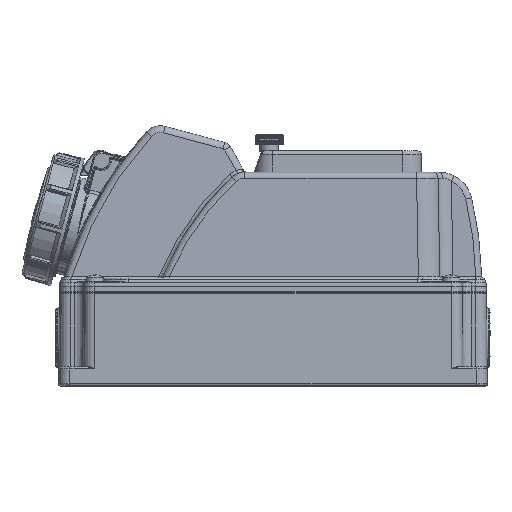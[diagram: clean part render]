
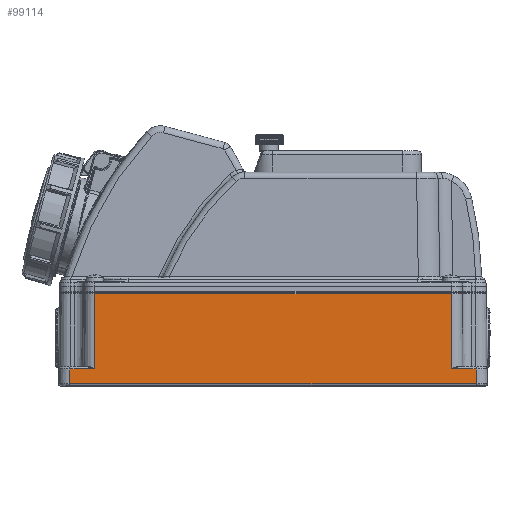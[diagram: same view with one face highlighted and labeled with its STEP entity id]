
A CAD part, top view. The second image highlights one B-rep face of the part: STEP entity #99114.
In plain terms, the highlighted planar face has unit normal (0, 0.009, 1).
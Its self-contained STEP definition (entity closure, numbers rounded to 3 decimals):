
#186 = VERTEX_POINT ( 'NONE', #115723 ) ;
#1441 = DIRECTION ( 'NONE',  ( 0., -1., 0.009 ) ) ;
#4964 = DIRECTION ( 'NONE',  ( -1., 0., 0. ) ) ;
#6920 = VECTOR ( 'NONE', #56486, 1000. ) ;
#9010 = LINE ( 'NONE', #56074, #9148 ) ;
#9148 = VECTOR ( 'NONE', #119724, 1000. ) ;
#10208 = LINE ( 'NONE', #38605, #10318 ) ;
#10318 = VECTOR ( 'NONE', #38153, 1000. ) ;
#15096 = VERTEX_POINT ( 'NONE', #62751 ) ;
#15786 = CARTESIAN_POINT ( 'NONE',  ( 96., -1.43, 65.004 ) ) ;
#17614 = LINE ( 'NONE', #55908, #18261 ) ;
#18261 = VECTOR ( 'NONE', #34715, 1000. ) ;
#19261 = ORIENTED_EDGE ( 'NONE', *, *, #122103, .T. ) ;
#19307 = EDGE_LOOP ( 'NONE', ( #53138, #105327, #107664, #19261, #73918, #19848, #54722, #89295 ) ) ;
#19848 = ORIENTED_EDGE ( 'NONE', *, *, #89077, .T. ) ;
#24522 = VECTOR ( 'NONE', #58213, 1000. ) ;
#27098 = EDGE_CURVE ( 'NONE', #186, #15096, #17614, .T. ) ;
#28508 = VECTOR ( 'NONE', #4964, 1000. ) ;
#28631 = LINE ( 'NONE', #64975, #28508 ) ;
#30015 = AXIS2_PLACEMENT_3D ( 'NONE', #32798, #64591, #1441 ) ;
#32798 = CARTESIAN_POINT ( 'NONE',  ( 96., -0.934, 65. ) ) ;
#34715 = DIRECTION ( 'NONE',  ( 0., 1., -0.009 ) ) ;
#35638 = LINE ( 'NONE', #129868, #6920 ) ;
#38153 = DIRECTION ( 'NONE',  ( 0., -1., 0.009 ) ) ;
#38605 = CARTESIAN_POINT ( 'NONE',  ( -96., -0.934, 65. ) ) ;
#40198 = EDGE_CURVE ( 'NONE', #84732, #120546, #9010, .T. ) ;
#43384 = LINE ( 'NONE', #88323, #66979 ) ;
#49410 = CARTESIAN_POINT ( 'NONE',  ( -109.436, -49.926, 65.428 ) ) ;
#50218 = VERTEX_POINT ( 'NONE', #71742 ) ;
#53138 = ORIENTED_EDGE ( 'NONE', *, *, #40198, .T. ) ;
#54722 = ORIENTED_EDGE ( 'NONE', *, *, #57355, .F. ) ;
#55908 = CARTESIAN_POINT ( 'NONE',  ( 96., -0.934, 65. ) ) ;
#56074 = CARTESIAN_POINT ( 'NONE',  ( 109.436, -0.934, 65. ) ) ;
#56486 = DIRECTION ( 'NONE',  ( -1., 0., 0. ) ) ;
#57265 = CARTESIAN_POINT ( 'NONE',  ( 109.436, -49.926, 65.428 ) ) ;
#57355 = EDGE_CURVE ( 'NONE', #130756, #50218, #58360, .T. ) ;
#58213 = DIRECTION ( 'NONE',  ( -1., 0., 0. ) ) ;
#58247 = CARTESIAN_POINT ( 'NONE',  ( -96., -1.43, 65.004 ) ) ;
#58360 = LINE ( 'NONE', #71189, #59670 ) ;
#59670 = VECTOR ( 'NONE', #133557, 1000. ) ;
#62751 = CARTESIAN_POINT ( 'NONE',  ( 96., -1.43, 65.004 ) ) ;
#63906 = LINE ( 'NONE', #15786, #24522 ) ;
#64591 = DIRECTION ( 'NONE',  ( 0., 0.009, 1. ) ) ;
#64975 = CARTESIAN_POINT ( 'NONE',  ( 96., -41.926, 65.358 ) ) ;
#66617 = VERTEX_POINT ( 'NONE', #58247 ) ;
#66979 = VECTOR ( 'NONE', #77726, 1000. ) ;
#67419 = EDGE_CURVE ( 'NONE', #66617, #107711, #10208, .T. ) ;
#68626 = EDGE_CURVE ( 'NONE', #120546, #186, #28631, .T. ) ;
#71189 = CARTESIAN_POINT ( 'NONE',  ( -109.436, -499000., 4419.699 ) ) ;
#71742 = CARTESIAN_POINT ( 'NONE',  ( -109.436, -41.926, 65.358 ) ) ;
#73918 = ORIENTED_EDGE ( 'NONE', *, *, #67419, .T. ) ;
#77320 = EDGE_CURVE ( 'NONE', #84732, #130756, #43384, .T. ) ;
#77726 = DIRECTION ( 'NONE',  ( -1., 0., 0. ) ) ;
#80941 = CARTESIAN_POINT ( 'NONE',  ( -96., -41.926, 65.358 ) ) ;
#84732 = VERTEX_POINT ( 'NONE', #57265 ) ;
#88323 = CARTESIAN_POINT ( 'NONE',  ( 96., -49.926, 65.428 ) ) ;
#89077 = EDGE_CURVE ( 'NONE', #107711, #50218, #35638, .T. ) ;
#89295 = ORIENTED_EDGE ( 'NONE', *, *, #77320, .F. ) ;
#98474 = FACE_OUTER_BOUND ( 'NONE', #19307, .T. ) ;
#99114 = ADVANCED_FACE ( 'NONE', ( #98474 ), #117205, .T. ) ;
#105327 = ORIENTED_EDGE ( 'NONE', *, *, #68626, .T. ) ;
#107664 = ORIENTED_EDGE ( 'NONE', *, *, #27098, .T. ) ;
#107711 = VERTEX_POINT ( 'NONE', #80941 ) ;
#115723 = CARTESIAN_POINT ( 'NONE',  ( 96., -41.926, 65.358 ) ) ;
#117205 = PLANE ( 'NONE',  #30015 ) ;
#119724 = DIRECTION ( 'NONE',  ( 0., 1., -0.009 ) ) ;
#120546 = VERTEX_POINT ( 'NONE', #136346 ) ;
#122103 = EDGE_CURVE ( 'NONE', #15096, #66617, #63906, .T. ) ;
#129868 = CARTESIAN_POINT ( 'NONE',  ( 96., -41.926, 65.358 ) ) ;
#130756 = VERTEX_POINT ( 'NONE', #49410 ) ;
#133557 = DIRECTION ( 'NONE',  ( 0., 1., -0.009 ) ) ;
#136346 = CARTESIAN_POINT ( 'NONE',  ( 109.436, -41.926, 65.358 ) ) ;
